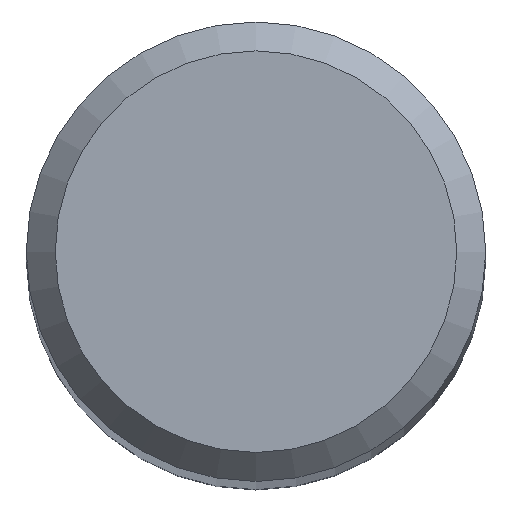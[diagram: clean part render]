
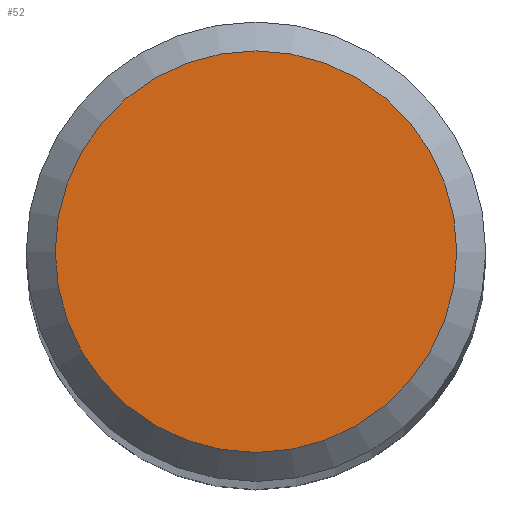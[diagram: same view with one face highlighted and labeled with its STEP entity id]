
A CAD part, top view. The second image highlights one B-rep face of the part: STEP entity #52.
In plain terms, the highlighted planar face has unit normal (0, 0, 1).
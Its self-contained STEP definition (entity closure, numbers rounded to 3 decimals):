
#44=PLANE('',#150);
#47=FACE_OUTER_BOUND('',#68,.T.);
#52=ADVANCED_FACE('',(#47),#44,.F.);
#68=EDGE_LOOP('',(#78));
#78=ORIENTED_EDGE('',*,*,#93,.T.);
#88=VERTEX_POINT('',#216);
#93=EDGE_CURVE('',#88,#88,#98,.T.);
#98=CIRCLE('',#149,3.469);
#149=AXIS2_PLACEMENT_3D('',#215,#172,#173);
#150=AXIS2_PLACEMENT_3D('',#217,#174,#175);
#172=DIRECTION('',(0.,0.,1.));
#173=DIRECTION('',(-1.,0.,0.));
#174=DIRECTION('',(0.,0.,-1.));
#175=DIRECTION('',(-1.,0.,0.));
#215=CARTESIAN_POINT('',(0.,0.,0.));
#216=CARTESIAN_POINT('',(-3.469,0.,0.));
#217=CARTESIAN_POINT('',(0.,3.969,0.));
